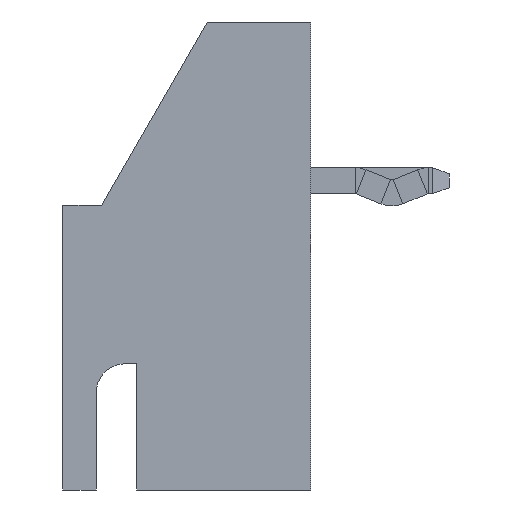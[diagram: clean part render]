
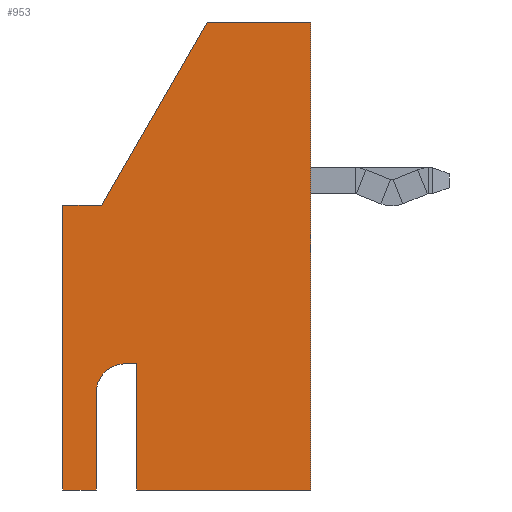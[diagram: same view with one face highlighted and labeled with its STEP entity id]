
A CAD part, left-side view. The second image highlights one B-rep face of the part: STEP entity #953.
In plain terms, the highlighted face is planar.
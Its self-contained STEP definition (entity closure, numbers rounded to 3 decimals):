
#44 = EDGE_CURVE ( 'NONE', #2431, #1590, #1214, .T. ) ;
#51 = CARTESIAN_POINT ( 'NONE',  ( 4.95, 4.575, -3.1 ) ) ;
#63 = AXIS2_PLACEMENT_3D ( 'NONE', #2496, #2863, #2838 ) ;
#70 = ORIENTED_EDGE ( 'NONE', *, *, #3808, .T. ) ;
#141 = ORIENTED_EDGE ( 'NONE', *, *, #2110, .F. ) ;
#195 = ORIENTED_EDGE ( 'NONE', *, *, #1820, .T. ) ;
#245 = LINE ( 'NONE', #3960, #844 ) ;
#318 = DIRECTION ( 'NONE',  ( 0., -1., 0. ) ) ;
#331 = CARTESIAN_POINT ( 'NONE',  ( 4.95, 6.1, -7. ) ) ;
#473 = EDGE_CURVE ( 'NONE', #3342, #3158, #4088, .T. ) ;
#542 = LINE ( 'NONE', #1813, #1493 ) ;
#753 = DIRECTION ( 'NONE',  ( 0., 1., 0. ) ) ;
#754 = DIRECTION ( 'NONE',  ( 0., 0., -1. ) ) ;
#756 = DIRECTION ( 'NONE',  ( 0., 1., 0. ) ) ;
#837 = LINE ( 'NONE', #4056, #1531 ) ;
#844 = VECTOR ( 'NONE', #3350, 1000. ) ;
#897 = EDGE_CURVE ( 'NONE', #3158, #2301, #3409, .T. ) ;
#939 = CARTESIAN_POINT ( 'NONE',  ( 4.95, 5.275, 0. ) ) ;
#944 = CARTESIAN_POINT ( 'NONE',  ( 4.95, 2.55, -11.5 ) ) ;
#953 = ADVANCED_FACE ( 'NONE', ( #3365 ), #3864, .F. ) ;
#972 = VECTOR ( 'NONE', #989, 1000. ) ;
#989 = DIRECTION ( 'NONE',  ( 0., 1., 0. ) ) ;
#1036 = VERTEX_POINT ( 'NONE', #2610 ) ;
#1203 = EDGE_CURVE ( 'NONE', #3793, #1608, #245, .T. ) ;
#1214 = LINE ( 'NONE', #4006, #3964 ) ;
#1290 = CARTESIAN_POINT ( 'NONE',  ( 4.95, 0., -11.5 ) ) ;
#1335 = CARTESIAN_POINT ( 'NONE',  ( 4.95, 0., 0. ) ) ;
#1447 = AXIS2_PLACEMENT_3D ( 'NONE', #3648, #1689, #754 ) ;
#1493 = VECTOR ( 'NONE', #2809, 1000. ) ;
#1499 = VERTEX_POINT ( 'NONE', #1825 ) ;
#1531 = VECTOR ( 'NONE', #2043, 1000. ) ;
#1534 = EDGE_CURVE ( 'NONE', #1590, #1499, #542, .T. ) ;
#1590 = VERTEX_POINT ( 'NONE', #944 ) ;
#1608 = VERTEX_POINT ( 'NONE', #2898 ) ;
#1633 = CIRCLE ( 'NONE', #1447, 0.7 ) ;
#1655 = ORIENTED_EDGE ( 'NONE', *, *, #4039, .T. ) ;
#1689 = DIRECTION ( 'NONE',  ( 1., 0., 0. ) ) ;
#1775 = DIRECTION ( 'NONE',  ( 0., 0., -1. ) ) ;
#1813 = CARTESIAN_POINT ( 'NONE',  ( 4.95, 2.55, -11.5 ) ) ;
#1820 = EDGE_CURVE ( 'NONE', #1499, #3342, #1966, .T. ) ;
#1825 = CARTESIAN_POINT ( 'NONE',  ( 4.95, 5.148, -7. ) ) ;
#1966 = LINE ( 'NONE', #2052, #2580 ) ;
#2043 = DIRECTION ( 'NONE',  ( 0., 0., 1. ) ) ;
#2052 = CARTESIAN_POINT ( 'NONE',  ( 4.95, 0., -7. ) ) ;
#2110 = EDGE_CURVE ( 'NONE', #1036, #3066, #1633, .T. ) ;
#2178 = EDGE_CURVE ( 'NONE', #3066, #2301, #837, .T. ) ;
#2260 = ORIENTED_EDGE ( 'NONE', *, *, #1534, .T. ) ;
#2263 = DIRECTION ( 'NONE',  ( 0., 0., 1. ) ) ;
#2295 = VECTOR ( 'NONE', #1775, 1000. ) ;
#2301 = VERTEX_POINT ( 'NONE', #939 ) ;
#2320 = DIRECTION ( 'NONE',  ( 0., -1., 0. ) ) ;
#2412 = VECTOR ( 'NONE', #2320, 1000. ) ;
#2431 = VERTEX_POINT ( 'NONE', #1290 ) ;
#2462 = EDGE_CURVE ( 'NONE', #1608, #1036, #3622, .T. ) ;
#2489 = CARTESIAN_POINT ( 'NONE',  ( 4.95, 6.1, 0. ) ) ;
#2496 = CARTESIAN_POINT ( 'NONE',  ( 4.95, 0., 0. ) ) ;
#2580 = VECTOR ( 'NONE', #756, 1000. ) ;
#2610 = CARTESIAN_POINT ( 'NONE',  ( 4.95, 4.575, -3.1 ) ) ;
#2681 = VECTOR ( 'NONE', #318, 1000. ) ;
#2700 = ORIENTED_EDGE ( 'NONE', *, *, #2462, .F. ) ;
#2800 = VECTOR ( 'NONE', #2263, 1000. ) ;
#2809 = DIRECTION ( 'NONE',  ( 0., 0.5, 0.866 ) ) ;
#2838 = DIRECTION ( 'NONE',  ( 0., 0., 1. ) ) ;
#2863 = DIRECTION ( 'NONE',  ( -1., 0., 0. ) ) ;
#2898 = CARTESIAN_POINT ( 'NONE',  ( 4.95, 4.275, -3.1 ) ) ;
#2911 = ORIENTED_EDGE ( 'NONE', *, *, #2178, .F. ) ;
#3044 = EDGE_LOOP ( 'NONE', ( #3293, #2911, #141, #2700, #4189, #70, #1655, #3111, #2260, #195, #3313 ) ) ;
#3066 = VERTEX_POINT ( 'NONE', #3772 ) ;
#3111 = ORIENTED_EDGE ( 'NONE', *, *, #44, .T. ) ;
#3158 = VERTEX_POINT ( 'NONE', #2489 ) ;
#3293 = ORIENTED_EDGE ( 'NONE', *, *, #897, .T. ) ;
#3313 = ORIENTED_EDGE ( 'NONE', *, *, #473, .T. ) ;
#3342 = VERTEX_POINT ( 'NONE', #331 ) ;
#3350 = DIRECTION ( 'NONE',  ( 0., 0., -1. ) ) ;
#3365 = FACE_OUTER_BOUND ( 'NONE', #3044, .T. ) ;
#3391 = CARTESIAN_POINT ( 'NONE',  ( 4.95, 0., 0. ) ) ;
#3409 = LINE ( 'NONE', #3520, #2681 ) ;
#3520 = CARTESIAN_POINT ( 'NONE',  ( 4.95, 0., 0. ) ) ;
#3622 = LINE ( 'NONE', #51, #972 ) ;
#3648 = CARTESIAN_POINT ( 'NONE',  ( 4.95, 4.575, -2.4 ) ) ;
#3772 = CARTESIAN_POINT ( 'NONE',  ( 4.95, 5.275, -2.4 ) ) ;
#3793 = VERTEX_POINT ( 'NONE', #3983 ) ;
#3808 = EDGE_CURVE ( 'NONE', #3793, #3827, #4112, .T. ) ;
#3827 = VERTEX_POINT ( 'NONE', #1335 ) ;
#3840 = LINE ( 'NONE', #3391, #2295 ) ;
#3864 = PLANE ( 'NONE',  #63 ) ;
#3919 = CARTESIAN_POINT ( 'NONE',  ( 4.95, 0., 0. ) ) ;
#3928 = CARTESIAN_POINT ( 'NONE',  ( 4.95, 6.1, 0. ) ) ;
#3960 = CARTESIAN_POINT ( 'NONE',  ( 4.95, 4.275, -3.1 ) ) ;
#3964 = VECTOR ( 'NONE', #753, 1000. ) ;
#3983 = CARTESIAN_POINT ( 'NONE',  ( 4.95, 4.275, 0. ) ) ;
#4006 = CARTESIAN_POINT ( 'NONE',  ( 4.95, 0., -11.5 ) ) ;
#4039 = EDGE_CURVE ( 'NONE', #3827, #2431, #3840, .T. ) ;
#4056 = CARTESIAN_POINT ( 'NONE',  ( 4.95, 5.275, 0. ) ) ;
#4088 = LINE ( 'NONE', #3928, #2800 ) ;
#4112 = LINE ( 'NONE', #3919, #2412 ) ;
#4189 = ORIENTED_EDGE ( 'NONE', *, *, #1203, .F. ) ;
